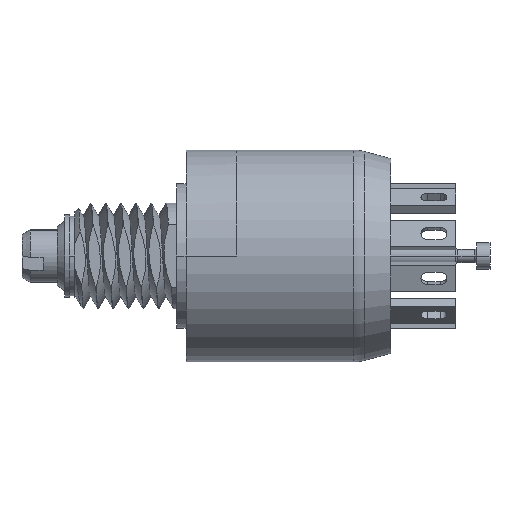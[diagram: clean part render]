
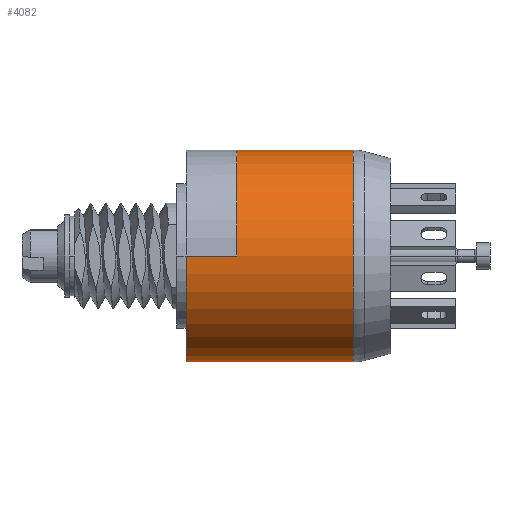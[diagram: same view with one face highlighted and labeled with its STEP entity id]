
A CAD part, left-side view. The second image highlights one B-rep face of the part: STEP entity #4082.
In plain terms, the highlighted cylindrical face has radius 6.35 mm (diameter 12.7 mm), a partial arc.
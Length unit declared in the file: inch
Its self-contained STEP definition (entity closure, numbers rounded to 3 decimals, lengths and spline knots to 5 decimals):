
#229=CARTESIAN_POINT('',(0.,-0.052,0.));
#230=DIRECTION('',(0.,-1.,0.));
#231=DIRECTION('',(0.,0.,1.));
#232=AXIS2_PLACEMENT_3D('',#229,#230,#231);
#248=CARTESIAN_POINT('',(0.,0.068,0.));
#249=DIRECTION('',(0.,1.,0.));
#250=DIRECTION('',(1.,0.,0.));
#251=AXIS2_PLACEMENT_3D('',#248,#249,#250);
#1626=DIRECTION('',(0.,1.,0.));
#1627=VECTOR('',#1626,0.12);
#1628=CARTESIAN_POINT('',(-0.25,-0.052,0.));
#1629=LINE('',#1628,#1627);
#1630=DIRECTION('',(0.,1.,0.));
#1631=VECTOR('',#1630,0.274);
#1632=CARTESIAN_POINT('',(0.,-0.326,0.25));
#1633=LINE('',#1632,#1631);
#1634=CARTESIAN_POINT('',(0.,-0.326,0.));
#1635=DIRECTION('',(0.,1.,0.));
#1636=DIRECTION('',(0.,0.,-1.));
#1637=AXIS2_PLACEMENT_3D('',#1634,#1635,#1636);
#1639=DIRECTION('',(0.,1.,0.));
#1640=VECTOR('',#1639,0.274);
#1641=CARTESIAN_POINT('',(0.,-0.326,-0.25));
#1642=LINE('',#1641,#1640);
#1643=CARTESIAN_POINT('',(0.,-0.052,0.));
#1644=DIRECTION('',(0.,-1.,0.));
#1645=DIRECTION('',(0.,0.,-1.));
#1646=AXIS2_PLACEMENT_3D('',#1643,#1644,#1645);
#1648=DIRECTION('',(0.,1.,0.));
#1649=VECTOR('',#1648,0.06);
#1650=CARTESIAN_POINT('',(0.25,-0.052,0.));
#1651=LINE('',#1650,#1649);
#1652=DIRECTION('',(0.,1.,0.));
#1653=VECTOR('',#1652,0.06);
#1654=CARTESIAN_POINT('',(0.25,0.008,0.));
#1655=LINE('',#1654,#1653);
#1731=CARTESIAN_POINT('',(-0.25,0.068,0.));
#1733=VERTEX_POINT('',#1731);
#1734=CARTESIAN_POINT('',(0.25,0.068,0.));
#1735=VERTEX_POINT('',#1734);
#1812=CARTESIAN_POINT('',(0.25,0.008,0.));
#1813=VERTEX_POINT('',#1812);
#1822=CARTESIAN_POINT('',(0.,-0.326,-0.25));
#1823=VERTEX_POINT('',#1822);
#1832=CARTESIAN_POINT('',(0.,-0.326,0.25));
#1833=VERTEX_POINT('',#1832);
#1834=CARTESIAN_POINT('',(0.,-0.052,0.25));
#1835=CARTESIAN_POINT('',(-0.25,-0.052,0.));
#1836=VERTEX_POINT('',#1834);
#1837=VERTEX_POINT('',#1835);
#1838=CARTESIAN_POINT('',(0.,-0.052,-0.25));
#1839=CARTESIAN_POINT('',(0.25,-0.052,0.));
#1840=VERTEX_POINT('',#1838);
#1841=VERTEX_POINT('',#1839);
#4064=CARTESIAN_POINT('',(0.,0.3491,0.));
#4065=DIRECTION('',(0.,-1.,0.));
#4066=DIRECTION('',(-1.,0.,0.));
#4067=AXIS2_PLACEMENT_3D('',#4064,#4065,#4066);
#4068=CYLINDRICAL_SURFACE('',#4067,0.25);
#4069=ORIENTED_EDGE('',*,*,#1904,.T.);
#4070=ORIENTED_EDGE('',*,*,#1882,.F.);
#4071=ORIENTED_EDGE('',*,*,#1880,.F.);
#4072=ORIENTED_EDGE('',*,*,#1878,.F.);
#4074=ORIENTED_EDGE('',*,*,#4073,.F.);
#4075=ORIENTED_EDGE('',*,*,#1874,.T.);
#4076=ORIENTED_EDGE('',*,*,#1872,.T.);
#4077=ORIENTED_EDGE('',*,*,#1870,.T.);
#4079=ORIENTED_EDGE('',*,*,#4078,.T.);
#4080=EDGE_LOOP('',(#4069,#4070,#4071,#4072,#4074,#4075,#4076,#4077,#4079));
#4081=FACE_OUTER_BOUND('',#4080,.F.);
#4082=ADVANCED_FACE('',(#4081),#4068,.T.);
#233=CIRCLE('',#232,0.25);
#252=CIRCLE('',#251,0.25);
#1638=CIRCLE('',#1637,0.25);
#1647=CIRCLE('',#1646,0.25);
#1870=EDGE_CURVE('',#1841,#1813,#1651,.T.);
#1872=EDGE_CURVE('',#1840,#1841,#1647,.T.);
#1874=EDGE_CURVE('',#1823,#1840,#1642,.T.);
#1878=EDGE_CURVE('',#1833,#1836,#1633,.T.);
#1880=EDGE_CURVE('',#1836,#1837,#233,.T.);
#1882=EDGE_CURVE('',#1837,#1733,#1629,.T.);
#1904=EDGE_CURVE('',#1735,#1733,#252,.T.);
#4073=EDGE_CURVE('',#1823,#1833,#1638,.T.);
#4078=EDGE_CURVE('',#1813,#1735,#1655,.T.);
